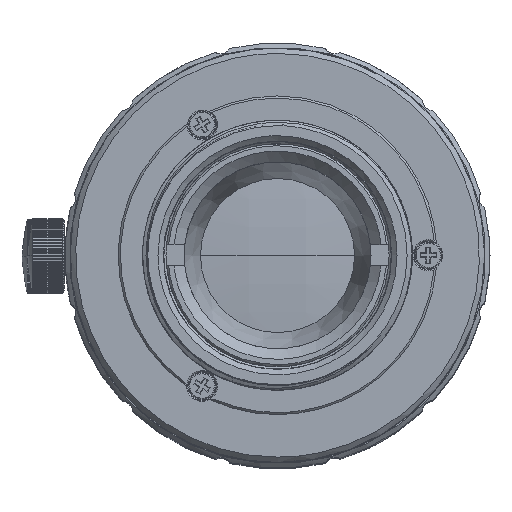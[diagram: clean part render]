
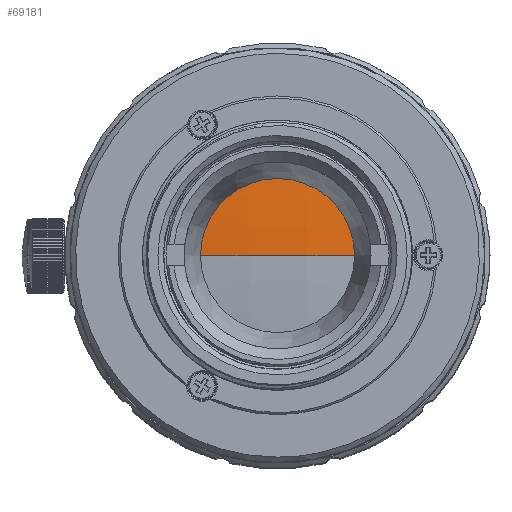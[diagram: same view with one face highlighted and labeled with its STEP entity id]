
A CAD part, top view. The second image highlights one B-rep face of the part: STEP entity #69181.
In plain terms, the highlighted free-form (B-spline) face has degree [3, 3] with [4, 4] control points.
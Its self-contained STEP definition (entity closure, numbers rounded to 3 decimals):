
#739 = CARTESIAN_POINT ( 'NONE',  ( 11.779, 49.147, 21.781 ) ) ;
#1479 = CARTESIAN_POINT ( 'NONE',  ( 9.845, 48.345, 21.781 ) ) ;
#4757 = CARTESIAN_POINT ( 'NONE',  ( 21.873, 41.355, 21.781 ) ) ;
#10000 = CARTESIAN_POINT ( 'NONE',  ( 11.166, 44.048, 22.312 ) ) ;
#11246 = B_SPLINE_CURVE_WITH_KNOTS ( 'NONE', 3,
 ( #80555, #126497, #69262, #11290, #127971, #138536, #1479, #739, #70004, #24793, #115188, #57229, #57968, #46672, #60179, #128716, #115929, #12760 ),
 .UNSPECIFIED., .F., .F.,
 ( 4, 2, 2, 2, 2, 2, 2, 2, 4 ),
 ( 0., 0.125, 0.25, 0.375, 0.5, 0.625, 0.75, 0.875, 1. ),
 .UNSPECIFIED. ) ;
#11290 = CARTESIAN_POINT ( 'NONE',  ( 6.883, 45.384, 21.781 ) ) ;
#11478 = CARTESIAN_POINT ( 'NONE',  ( 11.166, 41.355, 22.312 ) ) ;
#12760 = CARTESIAN_POINT ( 'NONE',  ( 21.873, 41.355, 21.781 ) ) ;
#22037 = CARTESIAN_POINT ( 'NONE',  ( 21.969, 44.03, 21.772 ) ) ;
#24252 = CARTESIAN_POINT ( 'NONE',  ( 16.581, 46.737, 22.179 ) ) ;
#24793 = CARTESIAN_POINT ( 'NONE',  ( 14.921, 49.355, 21.781 ) ) ;
#41646 = CARTESIAN_POINT ( 'NONE',  ( 5.778, 44.03, 21.772 ) ) ;
#46672 = CARTESIAN_POINT ( 'NONE',  ( 20.271, 46.272, 21.781 ) ) ;
#49716 = EDGE_CURVE ( 'NONE', #93358, #67562, #122801, .T. ) ;
#50902 =( BOUNDED_SURFACE ( )  B_SPLINE_SURFACE ( 3, 3, ( 
 ( #52957, #41646, #133539, #65019 ),
 ( #11478, #10000, #102581, #55949 ),
 ( #114647, #126690, #24252, #138725 ),
 ( #90559, #22037, #67990, #136511 ) ),
 .UNSPECIFIED., .F., .F., .F. ) 
 B_SPLINE_SURFACE_WITH_KNOTS ( ( 4, 4 ),
 ( 4, 4 ),
 ( 0., 1. ),
 ( 0., 1. ),
 .UNSPECIFIED. ) 
 GEOMETRIC_REPRESENTATION_ITEM ( )  RATIONAL_B_SPLINE_SURFACE ( (
 ( 1., 0.999, 0.999, 1.),
 ( 0.997, 0.996, 0.996, 0.997),
 ( 0.997, 0.996, 0.996, 0.997),
 ( 1., 0.999, 0.999, 1.) ) ) 
 REPRESENTATION_ITEM ( '' )  SURFACE ( )  );
#51050 = EDGE_CURVE ( 'NONE', #67562, #93358, #11246, .T. ) ;
#52957 = CARTESIAN_POINT ( 'NONE',  ( 5.778, 41.355, 21.772 ) ) ;
#55949 = CARTESIAN_POINT ( 'NONE',  ( 11.166, 49.416, 21.911 ) ) ;
#57229 = CARTESIAN_POINT ( 'NONE',  ( 17.902, 48.345, 21.781 ) ) ;
#57887 = AXIS2_PLACEMENT_3D ( 'NONE', #90977, #69145, #136201 ) ;
#57968 = CARTESIAN_POINT ( 'NONE',  ( 18.79, 47.752, 21.781 ) ) ;
#60179 = CARTESIAN_POINT ( 'NONE',  ( 20.864, 45.384, 21.781 ) ) ;
#60600 = ORIENTED_EDGE ( 'NONE', *, *, #49716, .F. ) ;
#65019 = CARTESIAN_POINT ( 'NONE',  ( 5.778, 49.363, 21.374 ) ) ;
#66500 = FACE_OUTER_BOUND ( 'NONE', #119457, .T. ) ;
#67562 = VERTEX_POINT ( 'NONE', #110641 ) ;
#67990 = CARTESIAN_POINT ( 'NONE',  ( 21.969, 46.701, 21.639 ) ) ;
#69145 = DIRECTION ( 'NONE',  ( 0., -1., 0. ) ) ;
#69181 = ADVANCED_FACE ( 'NONE', ( #66500 ), #50902, .T. ) ;
#69262 = CARTESIAN_POINT ( 'NONE',  ( 6.082, 43.449, 21.781 ) ) ;
#70004 = CARTESIAN_POINT ( 'NONE',  ( 12.826, 49.355, 21.781 ) ) ;
#80555 = CARTESIAN_POINT ( 'NONE',  ( 5.873, 41.355, 21.781 ) ) ;
#89273 = ORIENTED_EDGE ( 'NONE', *, *, #51050, .F. ) ;
#90559 = CARTESIAN_POINT ( 'NONE',  ( 21.969, 41.355, 21.772 ) ) ;
#90977 = CARTESIAN_POINT ( 'NONE',  ( 13.873, 41.355, -58.953 ) ) ;
#93358 = VERTEX_POINT ( 'NONE', #4757 ) ;
#102581 = CARTESIAN_POINT ( 'NONE',  ( 11.166, 46.737, 22.179 ) ) ;
#110641 = CARTESIAN_POINT ( 'NONE',  ( 5.873, 41.355, 21.781 ) ) ;
#114647 = CARTESIAN_POINT ( 'NONE',  ( 16.581, 41.355, 22.312 ) ) ;
#115188 = CARTESIAN_POINT ( 'NONE',  ( 15.967, 49.147, 21.781 ) ) ;
#115929 = CARTESIAN_POINT ( 'NONE',  ( 21.873, 42.402, 21.781 ) ) ;
#119457 = EDGE_LOOP ( 'NONE', ( #89273, #60600 ) ) ;
#122801 = CIRCLE ( 'NONE', #57887, 81.13 ) ;
#126497 = CARTESIAN_POINT ( 'NONE',  ( 5.873, 42.402, 21.781 ) ) ;
#126690 = CARTESIAN_POINT ( 'NONE',  ( 16.581, 44.048, 22.312 ) ) ;
#127971 = CARTESIAN_POINT ( 'NONE',  ( 7.476, 46.272, 21.781 ) ) ;
#128716 = CARTESIAN_POINT ( 'NONE',  ( 21.665, 43.449, 21.781 ) ) ;
#133539 = CARTESIAN_POINT ( 'NONE',  ( 5.778, 46.701, 21.639 ) ) ;
#136201 = DIRECTION ( 'NONE',  ( 1., 0., 0. ) ) ;
#136511 = CARTESIAN_POINT ( 'NONE',  ( 21.969, 49.363, 21.374 ) ) ;
#138536 = CARTESIAN_POINT ( 'NONE',  ( 8.957, 47.752, 21.781 ) ) ;
#138725 = CARTESIAN_POINT ( 'NONE',  ( 16.581, 49.416, 21.911 ) ) ;
